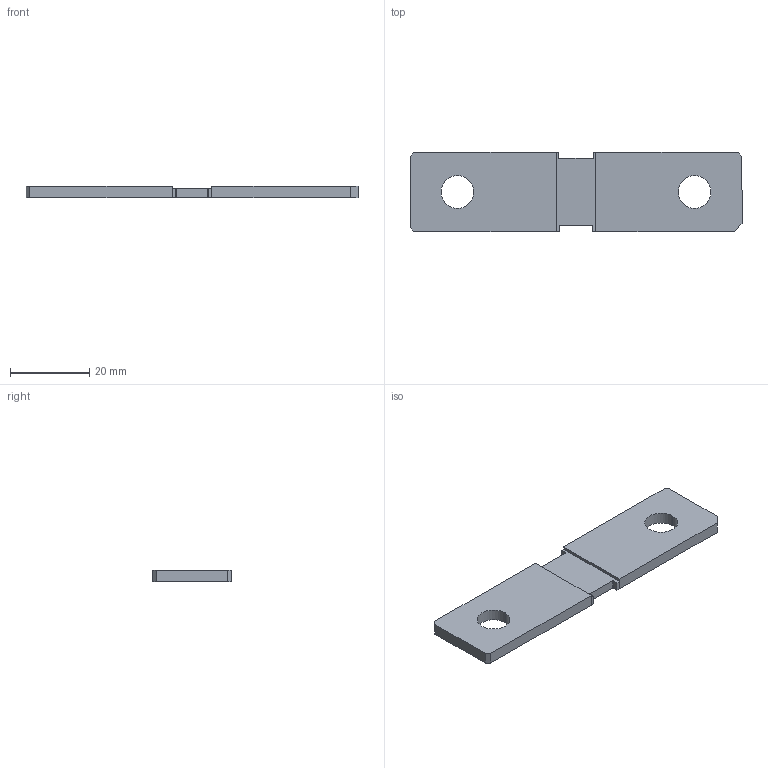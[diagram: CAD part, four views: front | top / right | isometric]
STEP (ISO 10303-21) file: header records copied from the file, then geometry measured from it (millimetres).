
FILE_DESCRIPTION (( 'STEP AP203' ), '1' );
FILE_NAME ('Widerstandstyp BAS-M-R0001-AE-5.0 - Z-YH-600.STEP', '2020-09-03T05:05:03', ( '' ), ( '' ), 'SwSTEP 2.0', 'SolidWorks 2020', '' );
FILE_SCHEMA (( 'CONFIG_CONTROL_DESIGN' ));
Length unit declared in the file: millimetre
Products named in the file (4): Widerstandstyp BAS-01_BAS-M-R0001-E; Widerstandstyp BAS-03_BAS-M-R0001-E; Widerstandstyp BAS-02_BAS-M-R0001-E; Widerstandstyp BAS-M-R0001-AE-5.0 - Z-YH-600
Assembly tree (3 placements, depth 2):
  Widerstandstyp BAS-M-R0001-AE-5.0 - Z-YH-600
    Widerstandstyp BAS-01_BAS-M-R0001-E
    Widerstandstyp BAS-02_BAS-M-R0001-E
    Widerstandstyp BAS-03_BAS-M-R0001-E
Bounding box: 84 x 20 x 3 mm (x, y, z)
Volume: 4504.9 mm3; surface area: 4068.2 mm2
Topology: 3 solids, 3 shells, 38 faces, 96 edges, 64 vertices
Faces by surface type: plane 30, cylinder 8
Entity records: 1558 total; most frequent: CARTESIAN_POINT 204, DIRECTION 200, ORIENTED_EDGE 192, EDGE_CURVE 96, LINE 80, VECTOR 80, VERTEX_POINT 64, AXIS2_PLACEMENT_3D 60
